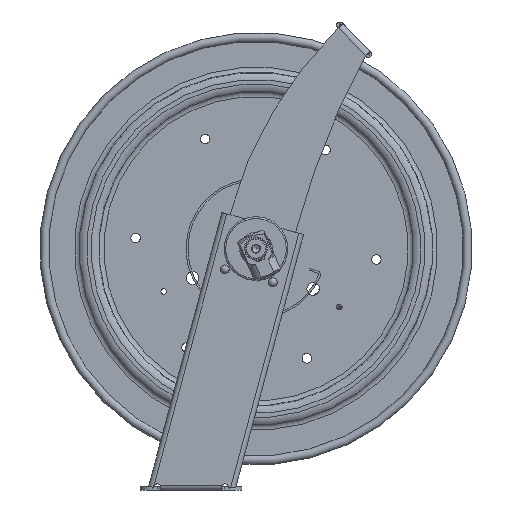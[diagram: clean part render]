
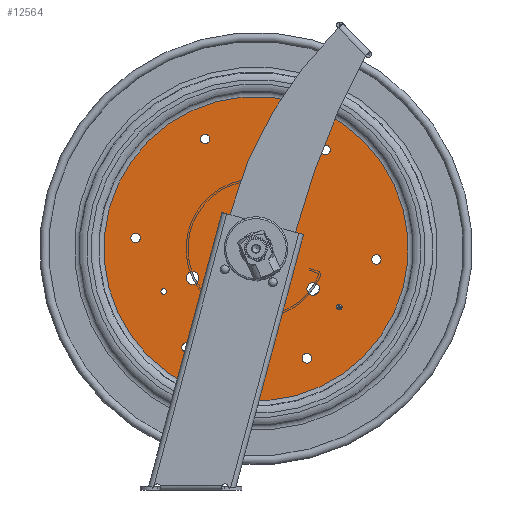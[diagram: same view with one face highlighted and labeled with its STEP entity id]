
A CAD part, left-side view. The second image highlights one B-rep face of the part: STEP entity #12564.
In plain terms, the highlighted planar face has unit normal (-1, 0, 0).
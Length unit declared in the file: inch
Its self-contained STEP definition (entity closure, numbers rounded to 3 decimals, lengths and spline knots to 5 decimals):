
#284=FACE_BOUND('',#2026,.T.);
#285=FACE_BOUND('',#2027,.T.);
#286=FACE_BOUND('',#2028,.T.);
#287=FACE_BOUND('',#2029,.T.);
#288=FACE_BOUND('',#2030,.T.);
#289=FACE_BOUND('',#2031,.T.);
#290=FACE_BOUND('',#2032,.T.);
#291=FACE_BOUND('',#2033,.T.);
#292=FACE_BOUND('',#2034,.T.);
#293=FACE_BOUND('',#2035,.T.);
#294=FACE_BOUND('',#2036,.T.);
#295=FACE_BOUND('',#2037,.T.);
#296=FACE_BOUND('',#2038,.T.);
#732=PLANE('',#13994);
#1305=FACE_OUTER_BOUND('',#2025,.T.);
#2025=EDGE_LOOP('',(#10724,#10725));
#2026=EDGE_LOOP('',(#10726));
#2027=EDGE_LOOP('',(#10727));
#2028=EDGE_LOOP('',(#10728));
#2029=EDGE_LOOP('',(#10729));
#2030=EDGE_LOOP('',(#10730));
#2031=EDGE_LOOP('',(#10731));
#2032=EDGE_LOOP('',(#10732));
#2033=EDGE_LOOP('',(#10733));
#2034=EDGE_LOOP('',(#10734));
#2035=EDGE_LOOP('',(#10735));
#2036=EDGE_LOOP('',(#10736));
#2037=EDGE_LOOP('',(#10737));
#2038=EDGE_LOOP('',(#10738));
#2858=CIRCLE('',#13949,0.25);
#2859=CIRCLE('',#13951,0.25);
#2860=CIRCLE('',#13953,0.25);
#2861=CIRCLE('',#13955,0.1095);
#2862=CIRCLE('',#13957,0.1875);
#2863=CIRCLE('',#13959,0.1875);
#2864=CIRCLE('',#13961,0.1875);
#2865=CIRCLE('',#13963,0.1875);
#2866=CIRCLE('',#13965,0.1875);
#2867=CIRCLE('',#13967,0.1875);
#2868=CIRCLE('',#13969,0.1095);
#2869=CIRCLE('',#13971,0.1095);
#2886=CIRCLE('',#13995,5.98319);
#2887=CIRCLE('',#13996,5.98319);
#2888=CIRCLE('',#13997,0.5625);
#5787=VERTEX_POINT('',#25054);
#5788=VERTEX_POINT('',#25058);
#5789=VERTEX_POINT('',#25062);
#5790=VERTEX_POINT('',#25066);
#5791=VERTEX_POINT('',#25070);
#5792=VERTEX_POINT('',#25074);
#5793=VERTEX_POINT('',#25078);
#5794=VERTEX_POINT('',#25082);
#5795=VERTEX_POINT('',#25086);
#5796=VERTEX_POINT('',#25090);
#5797=VERTEX_POINT('',#25094);
#5798=VERTEX_POINT('',#25098);
#5811=VERTEX_POINT('',#25136);
#5812=VERTEX_POINT('',#25137);
#5813=VERTEX_POINT('',#25140);
#7588=EDGE_CURVE('',#5787,#5787,#2858,.T.);
#7590=EDGE_CURVE('',#5788,#5788,#2859,.T.);
#7592=EDGE_CURVE('',#5789,#5789,#2860,.T.);
#7594=EDGE_CURVE('',#5790,#5790,#2861,.T.);
#7595=EDGE_CURVE('',#5791,#5791,#2862,.T.);
#7597=EDGE_CURVE('',#5792,#5792,#2863,.T.);
#7599=EDGE_CURVE('',#5793,#5793,#2864,.T.);
#7601=EDGE_CURVE('',#5794,#5794,#2865,.T.);
#7603=EDGE_CURVE('',#5795,#5795,#2866,.T.);
#7605=EDGE_CURVE('',#5796,#5796,#2867,.T.);
#7608=EDGE_CURVE('',#5797,#5797,#2868,.T.);
#7610=EDGE_CURVE('',#5798,#5798,#2869,.T.);
#7627=EDGE_CURVE('',#5811,#5812,#2886,.T.);
#7628=EDGE_CURVE('',#5812,#5811,#2887,.T.);
#7629=EDGE_CURVE('',#5813,#5813,#2888,.T.);
#10724=ORIENTED_EDGE('',*,*,#7627,.F.);
#10725=ORIENTED_EDGE('',*,*,#7628,.F.);
#10726=ORIENTED_EDGE('',*,*,#7629,.T.);
#10727=ORIENTED_EDGE('',*,*,#7588,.T.);
#10728=ORIENTED_EDGE('',*,*,#7590,.T.);
#10729=ORIENTED_EDGE('',*,*,#7592,.T.);
#10730=ORIENTED_EDGE('',*,*,#7594,.T.);
#10731=ORIENTED_EDGE('',*,*,#7595,.T.);
#10732=ORIENTED_EDGE('',*,*,#7597,.T.);
#10733=ORIENTED_EDGE('',*,*,#7599,.T.);
#10734=ORIENTED_EDGE('',*,*,#7601,.T.);
#10735=ORIENTED_EDGE('',*,*,#7603,.T.);
#10736=ORIENTED_EDGE('',*,*,#7605,.T.);
#10737=ORIENTED_EDGE('',*,*,#7608,.T.);
#10738=ORIENTED_EDGE('',*,*,#7610,.T.);
#12564=ADVANCED_FACE('',(#1305,#284,#285,#286,#287,#288,#289,#290,#291,
#292,#293,#294,#295,#296),#732,.T.);
#13949=AXIS2_PLACEMENT_3D('',#25056,#17342,#17343);
#13951=AXIS2_PLACEMENT_3D('',#25060,#17347,#17348);
#13953=AXIS2_PLACEMENT_3D('',#25064,#17352,#17353);
#13955=AXIS2_PLACEMENT_3D('',#25068,#17357,#17358);
#13957=AXIS2_PLACEMENT_3D('',#25071,#17361,#17362);
#13959=AXIS2_PLACEMENT_3D('',#25075,#17366,#17367);
#13961=AXIS2_PLACEMENT_3D('',#25079,#17371,#17372);
#13963=AXIS2_PLACEMENT_3D('',#25083,#17376,#17377);
#13965=AXIS2_PLACEMENT_3D('',#25087,#17381,#17382);
#13967=AXIS2_PLACEMENT_3D('',#25091,#17386,#17387);
#13969=AXIS2_PLACEMENT_3D('',#25096,#17392,#17393);
#13971=AXIS2_PLACEMENT_3D('',#25100,#17397,#17398);
#13994=AXIS2_PLACEMENT_3D('',#25135,#17443,#17444);
#13995=AXIS2_PLACEMENT_3D('',#25138,#17445,#17446);
#13996=AXIS2_PLACEMENT_3D('',#25139,#17447,#17448);
#13997=AXIS2_PLACEMENT_3D('',#25141,#17449,#17450);
#17342=DIRECTION('center_axis',(1.,0.,0.));
#17343=DIRECTION('ref_axis',(0.,-0.575,0.818));
#17347=DIRECTION('center_axis',(1.,0.,0.));
#17348=DIRECTION('ref_axis',(0.,-0.575,0.818));
#17352=DIRECTION('center_axis',(1.,0.,0.));
#17353=DIRECTION('ref_axis',(0.,-0.575,0.818));
#17357=DIRECTION('center_axis',(1.,0.,0.));
#17358=DIRECTION('ref_axis',(0.,-0.575,0.818));
#17361=DIRECTION('center_axis',(1.,0.,0.));
#17362=DIRECTION('ref_axis',(0.,0.575,-0.818));
#17366=DIRECTION('center_axis',(1.,0.,0.));
#17367=DIRECTION('ref_axis',(0.,-0.421,-0.907));
#17371=DIRECTION('center_axis',(1.,0.,0.));
#17372=DIRECTION('ref_axis',(0.,-0.996,-0.089));
#17376=DIRECTION('center_axis',(1.,0.,0.));
#17377=DIRECTION('ref_axis',(0.,-0.575,0.818));
#17381=DIRECTION('center_axis',(1.,0.,0.));
#17382=DIRECTION('ref_axis',(0.,0.421,0.907));
#17386=DIRECTION('center_axis',(1.,0.,0.));
#17387=DIRECTION('ref_axis',(0.,0.996,0.089));
#17392=DIRECTION('center_axis',(1.,0.,0.));
#17393=DIRECTION('ref_axis',(0.,0.996,0.089));
#17397=DIRECTION('center_axis',(1.,0.,0.));
#17398=DIRECTION('ref_axis',(0.,-0.421,-0.907));
#17443=DIRECTION('center_axis',(-1.,0.,0.));
#17444=DIRECTION('ref_axis',(0.,-0.818,-0.575));
#17445=DIRECTION('center_axis',(1.,0.,0.));
#17446=DIRECTION('ref_axis',(0.,-0.575,0.818));
#17447=DIRECTION('center_axis',(1.,0.,0.));
#17448=DIRECTION('ref_axis',(0.,-0.575,0.818));
#17449=DIRECTION('center_axis',(1.,0.,0.));
#17450=DIRECTION('ref_axis',(0.,-0.575,0.818));
#25054=CARTESIAN_POINT('',(-4.0452,-2.65314,12.02052));
#25056=CARTESIAN_POINT('Origin',(-4.0452,-2.79691,12.22504));
#25058=CARTESIAN_POINT('',(-4.0452,-4.65825,7.69998));
#25060=CARTESIAN_POINT('Origin',(-4.0452,-4.80202,7.9045));
#25062=CARTESIAN_POINT('',(-4.0452,0.086,8.12377));
#25064=CARTESIAN_POINT('Origin',(-4.0452,-0.05777,
8.3283));
#25066=CARTESIAN_POINT('',(-4.0452,-5.76168,7.09608));
#25068=CARTESIAN_POINT('Origin',(-4.0452,-5.82465,7.18567));
#25070=CARTESIAN_POINT('',(-4.0452,-7.39122,9.21672));
#25071=CARTESIAN_POINT('Origin',(-4.0452,-7.28339,9.06332));
#25074=CARTESIAN_POINT('',(-4.0452,-5.20488,13.54202));
#25075=CARTESIAN_POINT('Origin',(-4.0452,-5.28382,13.37194));
#25078=CARTESIAN_POINT('',(-4.0452,-0.3659,13.81125));
#25079=CARTESIAN_POINT('Origin',(-4.0452,-0.55265,13.79457));
#25082=CARTESIAN_POINT('',(-4.0452,2.28676,9.75518));
#25083=CARTESIAN_POINT('Origin',(-4.0452,2.17893,9.90857));
#25086=CARTESIAN_POINT('',(-4.0452,0.10042,5.42988));
#25087=CARTESIAN_POINT('Origin',(-4.0452,0.17935,5.59996));
#25090=CARTESIAN_POINT('',(-4.0452,-4.73856,5.16065));
#25091=CARTESIAN_POINT('Origin',(-4.0452,-4.55181,5.17733));
#25094=CARTESIAN_POINT('',(-4.0452,-3.01719,13.46034));
#25096=CARTESIAN_POINT('Origin',(-4.0452,-2.90813,13.47008));
#25098=CARTESIAN_POINT('',(-4.0452,1.12218,7.90142));
#25100=CARTESIAN_POINT('Origin',(-4.0452,1.07608,7.80209));
#25135=CARTESIAN_POINT('Origin',(-4.0452,-4.27261,11.93338));
#25136=CARTESIAN_POINT('',(-4.0452,-5.99299,14.38082));
#25137=CARTESIAN_POINT('',(-4.0452,-7.4471,6.04519));
#25138=CARTESIAN_POINT('Origin',(-4.0452,-2.55223,9.48595));
#25139=CARTESIAN_POINT('Origin',(-4.0452,-2.55223,9.48595));
#25140=CARTESIAN_POINT('',(-4.0452,-2.22875,9.02577));
#25141=CARTESIAN_POINT('Origin',(-4.0452,-2.55223,9.48595));
